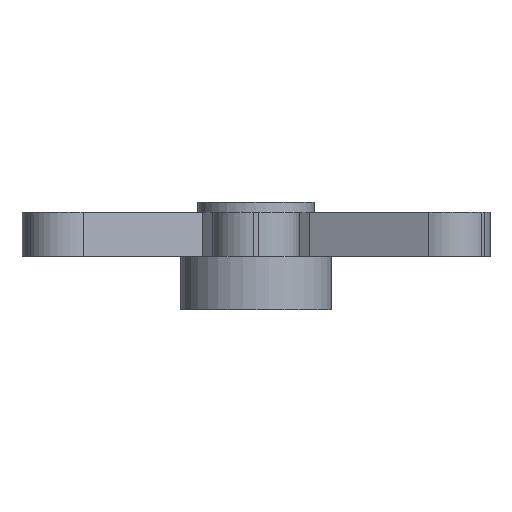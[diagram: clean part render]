
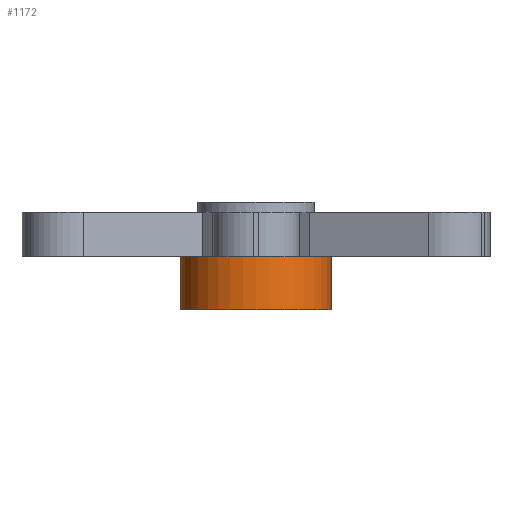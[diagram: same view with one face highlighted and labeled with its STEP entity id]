
A CAD part, left-side view. The second image highlights one B-rep face of the part: STEP entity #1172.
In plain terms, the highlighted cylindrical face has radius 4.365 mm (diameter 8.73 mm), a full revolution.
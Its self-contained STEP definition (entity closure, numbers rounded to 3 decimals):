
#125=FACE_OUTER_BOUND('',#186,.T.);
#186=EDGE_LOOP('',(#914,#915,#916,#917));
#302=LINE('',#1971,#392);
#392=VECTOR('',#1619,4.365);
#504=CIRCLE('',#1329,4.365);
#505=CIRCLE('',#1330,4.365);
#600=VERTEX_POINT('',#1968);
#601=VERTEX_POINT('',#1970);
#730=EDGE_CURVE('',#600,#600,#504,.T.);
#731=EDGE_CURVE('',#600,#601,#302,.T.);
#732=EDGE_CURVE('',#601,#601,#505,.T.);
#914=ORIENTED_EDGE('',*,*,#730,.T.);
#915=ORIENTED_EDGE('',*,*,#731,.T.);
#916=ORIENTED_EDGE('',*,*,#732,.F.);
#917=ORIENTED_EDGE('',*,*,#731,.F.);
#1136=CYLINDRICAL_SURFACE('',#1328,4.365);
#1172=ADVANCED_FACE('',(#125),#1136,.T.);
#1328=AXIS2_PLACEMENT_3D('',#1967,#1615,#1616);
#1329=AXIS2_PLACEMENT_3D('',#1969,#1617,#1618);
#1330=AXIS2_PLACEMENT_3D('',#1972,#1620,#1621);
#1615=DIRECTION('center_axis',(0.,0.,
-1.));
#1616=DIRECTION('ref_axis',(0.5,0.866,0.));
#1617=DIRECTION('center_axis',(0.,0.,
1.));
#1618=DIRECTION('ref_axis',(0.5,0.866,0.));
#1619=DIRECTION('',(0.,0.,1.));
#1620=DIRECTION('center_axis',(0.,0.,1.));
#1621=DIRECTION('ref_axis',(0.5,0.866,0.));
#1967=CARTESIAN_POINT('Origin',(-14.35,-9.544,44.76));
#1968=CARTESIAN_POINT('',(-16.533,-13.325,41.66));
#1969=CARTESIAN_POINT('Origin',(-14.35,-9.544,41.66));
#1970=CARTESIAN_POINT('',(-16.533,-13.325,44.76));
#1971=CARTESIAN_POINT('',(-16.533,-13.325,44.76));
#1972=CARTESIAN_POINT('Origin',(-14.35,-9.544,44.76));
